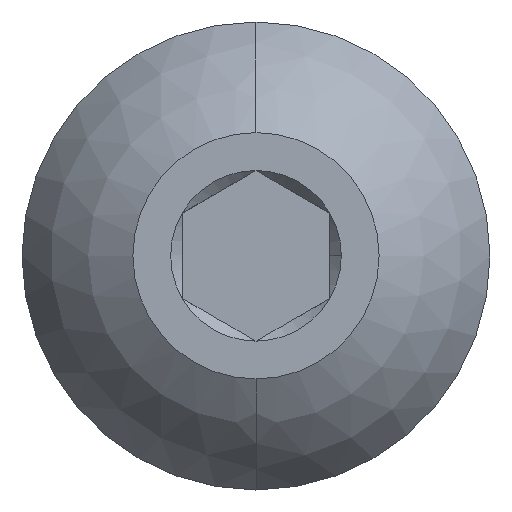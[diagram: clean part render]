
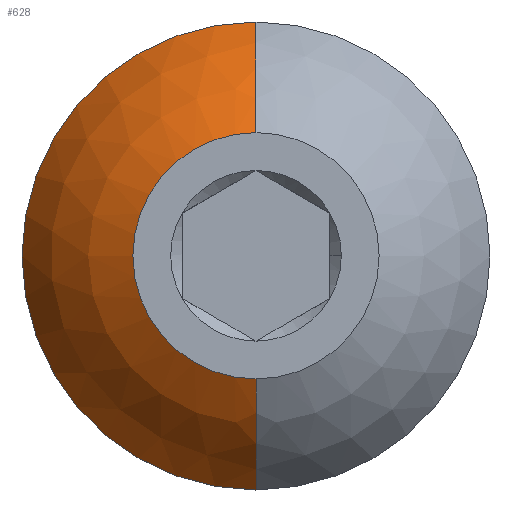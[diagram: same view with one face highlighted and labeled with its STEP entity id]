
A CAD part, top view. The second image highlights one B-rep face of the part: STEP entity #628.
In plain terms, the highlighted spherical face has radius 5.287 mm.
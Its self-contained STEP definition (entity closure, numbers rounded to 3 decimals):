
#4 = CIRCLE ( 'NONE', #107, 4.75 ) ;
#5 = ORIENTED_EDGE ( 'NONE', *, *, #132, .F. ) ;
#13 = DIRECTION ( 'NONE',  ( 1., 0., 0. ) ) ;
#30 = CARTESIAN_POINT ( 'NONE',  ( 0., -4.75, -2.338 ) ) ;
#45 = CARTESIAN_POINT ( 'NONE',  ( 0., 2.5, 0. ) ) ;
#50 = DIRECTION ( 'NONE',  ( 1., 0., 0. ) ) ;
#89 = CARTESIAN_POINT ( 'NONE',  ( 0., -2.5, 0. ) ) ;
#106 = FACE_OUTER_BOUND ( 'NONE', #419, .T. ) ;
#107 = AXIS2_PLACEMENT_3D ( 'NONE', #508, #741, #166 ) ;
#111 = SPHERICAL_SURFACE ( 'NONE', #145, 5.287 ) ;
#132 = EDGE_CURVE ( 'NONE', #403, #646, #335, .T. ) ;
#133 = CARTESIAN_POINT ( 'NONE',  ( -4.75, 0., -2.338 ) ) ;
#145 = AXIS2_PLACEMENT_3D ( 'NONE', #454, #504, #679 ) ;
#154 = EDGE_CURVE ( 'NONE', #403, #356, #322, .T. ) ;
#166 = DIRECTION ( 'NONE',  ( 1., 0., 0. ) ) ;
#174 = CARTESIAN_POINT ( 'NONE',  ( 0., 0., 0. ) ) ;
#223 = CIRCLE ( 'NONE', #297, 2.5 ) ;
#237 = ORIENTED_EDGE ( 'NONE', *, *, #747, .T. ) ;
#254 = EDGE_CURVE ( 'NONE', #646, #500, #223, .T. ) ;
#257 = CIRCLE ( 'NONE', #683, 5.287 ) ;
#284 = EDGE_CURVE ( 'NONE', #524, #500, #257, .T. ) ;
#297 = AXIS2_PLACEMENT_3D ( 'NONE', #174, #637, #50 ) ;
#322 = CIRCLE ( 'NONE', #460, 4.75 ) ;
#335 = CIRCLE ( 'NONE', #368, 5.287 ) ;
#350 = ORIENTED_EDGE ( 'NONE', *, *, #284, .T. ) ;
#356 = VERTEX_POINT ( 'NONE', #133 ) ;
#368 = AXIS2_PLACEMENT_3D ( 'NONE', #553, #427, #725 ) ;
#384 = CARTESIAN_POINT ( 'NONE',  ( 0., 0., -2.338 ) ) ;
#403 = VERTEX_POINT ( 'NONE', #714 ) ;
#419 = EDGE_LOOP ( 'NONE', ( #5, #632, #237, #350, #442 ) ) ;
#427 = DIRECTION ( 'NONE',  ( 1., 0., 0. ) ) ;
#442 = ORIENTED_EDGE ( 'NONE', *, *, #254, .F. ) ;
#454 = CARTESIAN_POINT ( 'NONE',  ( 0., 0., -4.658 ) ) ;
#460 = AXIS2_PLACEMENT_3D ( 'NONE', #384, #622, #13 ) ;
#500 = VERTEX_POINT ( 'NONE', #89 ) ;
#504 = DIRECTION ( 'NONE',  ( 0., 0., -1. ) ) ;
#508 = CARTESIAN_POINT ( 'NONE',  ( 0., 0., -2.338 ) ) ;
#524 = VERTEX_POINT ( 'NONE', #30 ) ;
#553 = CARTESIAN_POINT ( 'NONE',  ( 0., 0., -4.658 ) ) ;
#622 = DIRECTION ( 'NONE',  ( 0., 0., 1. ) ) ;
#628 = ADVANCED_FACE ( 'NONE', ( #106 ), #111, .T. ) ;
#632 = ORIENTED_EDGE ( 'NONE', *, *, #154, .T. ) ;
#633 = DIRECTION ( 'NONE',  ( -1., 0., 0. ) ) ;
#637 = DIRECTION ( 'NONE',  ( 0., 0., 1. ) ) ;
#646 = VERTEX_POINT ( 'NONE', #45 ) ;
#679 = DIRECTION ( 'NONE',  ( 0., -1., 0. ) ) ;
#680 = DIRECTION ( 'NONE',  ( 0., -1., 0. ) ) ;
#683 = AXIS2_PLACEMENT_3D ( 'NONE', #734, #633, #680 ) ;
#714 = CARTESIAN_POINT ( 'NONE',  ( 0., 4.75, -2.338 ) ) ;
#725 = DIRECTION ( 'NONE',  ( 0., 1., 0. ) ) ;
#734 = CARTESIAN_POINT ( 'NONE',  ( 0., 0., -4.658 ) ) ;
#741 = DIRECTION ( 'NONE',  ( 0., 0., 1. ) ) ;
#747 = EDGE_CURVE ( 'NONE', #356, #524, #4, .T. ) ;
